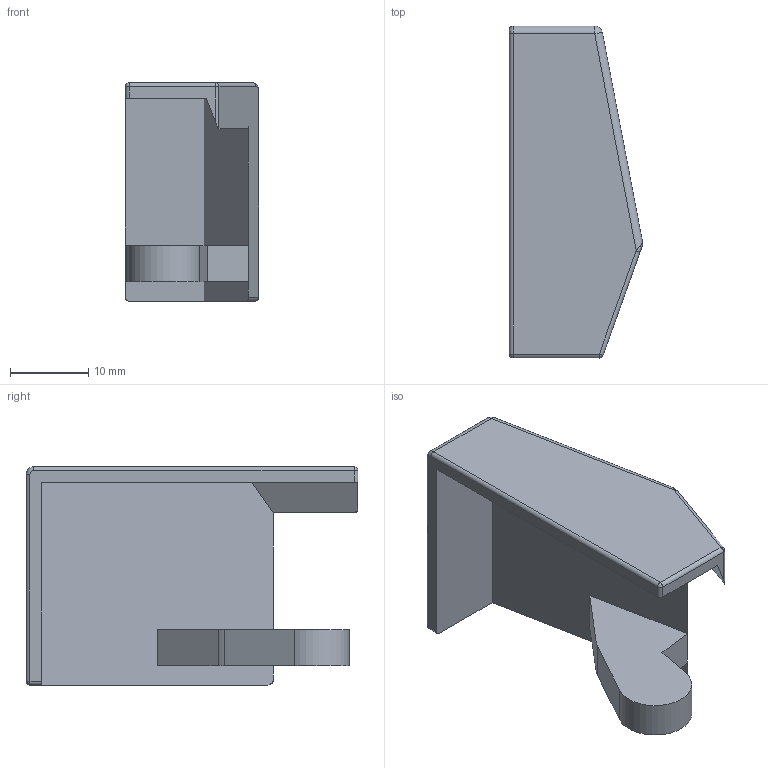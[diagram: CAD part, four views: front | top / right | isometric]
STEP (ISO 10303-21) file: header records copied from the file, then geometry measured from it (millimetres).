
FILE_DESCRIPTION(/* description */ ('','CAx-IF Rec.Pracs.---Representation and Presentation of Product Manufacturing Information (PMI)---4.0---2014-10-13'),/* implementation_level */ '2;1');
FILE_NAME(/* name */ 'debug_cover.step',/* time_stamp */ '2025-02-20T04:09:08+09:00',/* author */ (''),/* organization */ (''),/* preprocessor_version */ 'ST-DEVELOPER v20',/* originating_system */ 'Autodesk Translation Framework v13.20.0.188',/* authorisation */ '');
FILE_SCHEMA (('AP242_MANAGED_MODEL_BASED_3D_ENGINEERING_MIM_LF { 1 0 10303 442 1 1 4 }'));
Length unit declared in the file: millimetre
Products named in the file (1): debug_cover
Bounding box: 17.04 x 42.4 x 27.9 mm (x, y, z)
Volume: 4019 mm3; surface area: 4329.9 mm2
Topology: 1 solids, 1 shells, 45 faces, 100 edges, 59 vertices
Faces by surface type: plane 19, cylinder 18, sphere 5, bspline 3
Full cylindrical faces by diameter (mm): 6.4 x2
Entity records: 1296 total; most frequent: CARTESIAN_POINT 250, DIRECTION 225, ORIENTED_EDGE 200, EDGE_CURVE 100, AXIS2_PLACEMENT_3D 82, LINE 61, VECTOR 61, VERTEX_POINT 59
